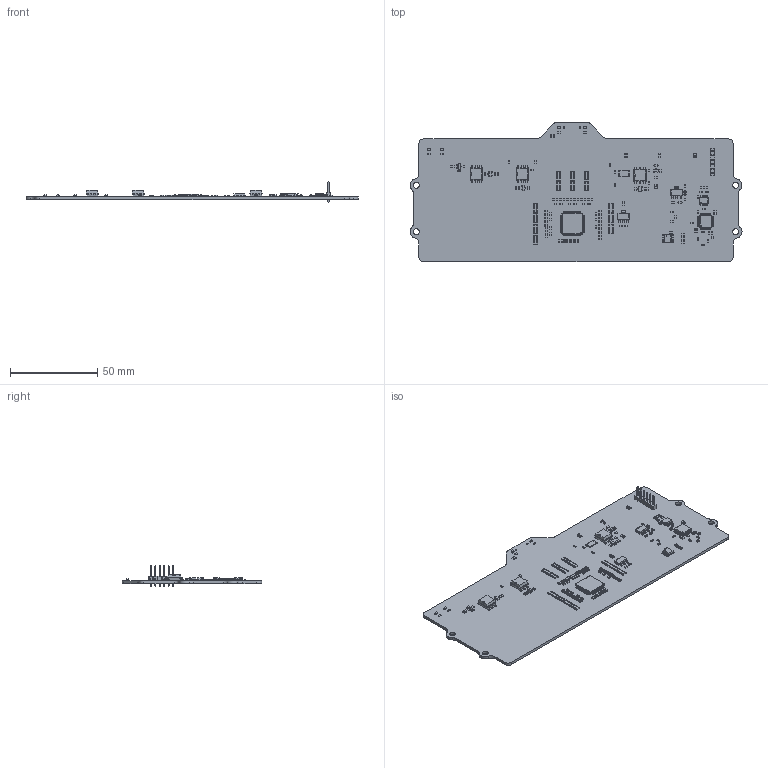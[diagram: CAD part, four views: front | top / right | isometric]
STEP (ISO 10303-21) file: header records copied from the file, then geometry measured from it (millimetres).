
FILE_DESCRIPTION(('KiCad electronic assembly'),'2;1');
FILE_NAME('MVBMS.step','2024-07-05T00:56:41',('Pcbnew'),('Kicad'), 'Open CASCADE STEP processor 7.6','KiCad to STEP converter','Unknown' );
FILE_SCHEMA(('AUTOMOTIVE_DESIGN { 1 0 10303 214 1 1 1 1 }'));
Length unit declared in the file: millimetre
Products named in the file (34): MVBMS 1; C_0603_1608Metric; R_0603_1608Metric; LED_0603_1608Metric; SMDIP-6_W9.53mm; SMDIP_6_W953mm; R_1020_2550Metric; SOT-223; SOT_223; R_2512_6332Metric; SOT-23; SOT_23; SOIC-8_3.9x4.9mm_P1.27mm; SOIC_8_39x49mm_P127mm; Fuse_0603_1608Metric; LQFP-48_7x7mm_P0.5mm; LQFP_48_7x7mm_P05mm; D_SOD-323; D_SOD_323; L_0603_1608Metric; LQFP-80_12x12mm_P0.5mm; LQFP_80_12x12mm_P05mm; SO-8_3.9x4.9mm_P1.27mm; CQ assembly; PinHeader_1x06_P2.54mm_Vertical; PinHeader_1x06_P254mm_Vertical; _autosave-MVBMS_PCB
Assembly tree (182 placements, depth 3):
  MVBMS 1
    C_0603_1608Metric  x48
      C_0603_1608Metric
    R_0603_1608Metric  x74
      R_0603_1608Metric
    LED_0603_1608Metric  x9
      LED_0603_1608Metric
    SMDIP-6_W9.53mm  x3
      SMDIP_6_W953mm
    R_1020_2550Metric  x13
      R_1020_2550Metric
    SOT-223  x2
      SOT_223
    R_2512_6332Metric
      R_2512_6332Metric
    SOT-23  x5
      SOT_23
    SOIC-8_3.9x4.9mm_P1.27mm
      SOIC_8_39x49mm_P127mm
    Fuse_0603_1608Metric
      Fuse_0603_1608Metric
    LQFP-48_7x7mm_P0.5mm
      LQFP_48_7x7mm_P05mm
    D_SOD-323  x3
      D_SOD_323
    L_0603_1608Metric
      L_0603_1608Metric
    LQFP-80_12x12mm_P0.5mm
      LQFP_80_12x12mm_P05mm
    SO-8_3.9x4.9mm_P1.27mm
      CQ assembly
    PinHeader_1x06_P2.54mm_Vertical
      PinHeader_1x06_P254mm_Vertical
    _autosave-MVBMS_PCB
Bounding box: 190.3 x 79.92 x 11.54 mm (x, y, z)
Volume: 22271.4 mm3; surface area: 30580.5 mm2
Topology: 175 solids, 175 shells, 7803 faces, 20321 edges, 12994 vertices
Faces by surface type: plane 5045, cylinder 2201, bspline 557
Full cylindrical faces by diameter (mm): 0.4 x27, 0.5 x2, 0.6 x1, 0.85 x2, 1 x6, 3.4 x4
Entity records: 122415 total; most frequent: CARTESIAN_POINT 23774, ORIENTED_EDGE 16538, DIRECTION 15488, EDGE_CURVE 8269, LINE 6474, VECTOR 6474, VERTEX_POINT 5214, AXIS2_PLACEMENT_3D 4507
